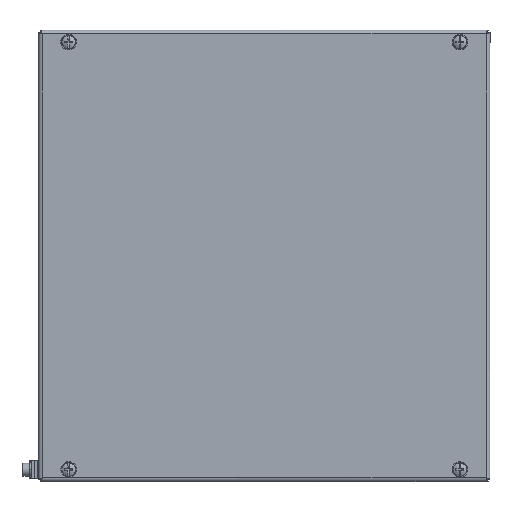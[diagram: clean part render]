
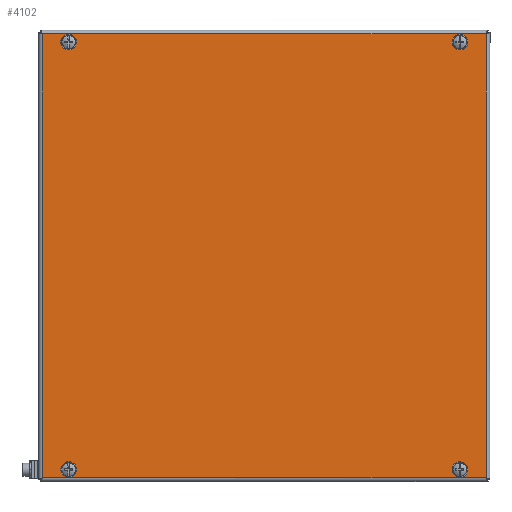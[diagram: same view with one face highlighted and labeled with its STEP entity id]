
A CAD part, top view. The second image highlights one B-rep face of the part: STEP entity #4102.
In plain terms, the highlighted face is planar.
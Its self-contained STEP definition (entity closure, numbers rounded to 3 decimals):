
#3 = ORIENTED_EDGE ( 'NONE', *, *, #7895, .F. ) ;
#262 = ORIENTED_EDGE ( 'NONE', *, *, #8010, .T. ) ;
#574 = DIRECTION ( 'NONE',  ( 0., 1., 0. ) ) ;
#753 = VERTEX_POINT ( 'NONE', #5037 ) ;
#985 = CIRCLE ( 'NONE', #13787, 4. ) ;
#999 = VERTEX_POINT ( 'NONE', #6685 ) ;
#1356 = DIRECTION ( 'NONE',  ( -1., 0., 0. ) ) ;
#1529 = ORIENTED_EDGE ( 'NONE', *, *, #8500, .T. ) ;
#1713 = EDGE_LOOP ( 'NONE', ( #3 ) ) ;
#1847 = DIRECTION ( 'NONE',  ( 1., 0., 0. ) ) ;
#1869 = DIRECTION ( 'NONE',  ( 0., 0., -1. ) ) ;
#1918 = CARTESIAN_POINT ( 'NONE',  ( -130., 142., 0. ) ) ;
#3115 = EDGE_LOOP ( 'NONE', ( #3616 ) ) ;
#3616 = ORIENTED_EDGE ( 'NONE', *, *, #6161, .F. ) ;
#4102 = ADVANCED_FACE ( 'NONE', ( #15332, #16191, #15488, #15351, #15452 ), #11006, .F. ) ;
#4579 = DIRECTION ( 'NONE',  ( 1., 0., 0. ) ) ;
#4745 = CARTESIAN_POINT ( 'NONE',  ( 147.5, 148.743, 0. ) ) ;
#4765 = VERTEX_POINT ( 'NONE', #13846 ) ;
#4976 = DIRECTION ( 'NONE',  ( 0., 0., -1. ) ) ;
#5001 = CARTESIAN_POINT ( 'NONE',  ( -150., 150., 0. ) ) ;
#5037 = CARTESIAN_POINT ( 'NONE',  ( 126., 142., 0. ) ) ;
#5501 = ORIENTED_EDGE ( 'NONE', *, *, #7563, .T. ) ;
#5696 = VERTEX_POINT ( 'NONE', #6469 ) ;
#6161 = EDGE_CURVE ( 'NONE', #5696, #5696, #985, .T. ) ;
#6469 = CARTESIAN_POINT ( 'NONE',  ( -126., 142., 0. ) ) ;
#6604 = EDGE_CURVE ( 'NONE', #16966, #16966, #18407, .T. ) ;
#6685 = CARTESIAN_POINT ( 'NONE',  ( -147.5, 147.5, 0. ) ) ;
#6986 = VERTEX_POINT ( 'NONE', #7589 ) ;
#7563 = EDGE_CURVE ( 'NONE', #6986, #13282, #11719, .T. ) ;
#7589 = CARTESIAN_POINT ( 'NONE',  ( 147.5, -147.5, 0. ) ) ;
#7777 = EDGE_CURVE ( 'NONE', #4765, #4765, #10886, .T. ) ;
#7895 = EDGE_CURVE ( 'NONE', #753, #753, #10390, .T. ) ;
#7938 = CARTESIAN_POINT ( 'NONE',  ( 134., -142., 0. ) ) ;
#8010 = EDGE_CURVE ( 'NONE', #999, #9368, #9954, .T. ) ;
#8071 = CARTESIAN_POINT ( 'NONE',  ( 130., 142., 0. ) ) ;
#8093 = LINE ( 'NONE', #9496, #8109 ) ;
#8109 = VECTOR ( 'NONE', #574, 1000. ) ;
#8364 = VECTOR ( 'NONE', #15034, 1000. ) ;
#8416 = EDGE_CURVE ( 'NONE', #9368, #6986, #8538, .T. ) ;
#8500 = EDGE_CURVE ( 'NONE', #13282, #999, #8093, .T. ) ;
#8538 = LINE ( 'NONE', #4745, #8364 ) ;
#8913 = EDGE_LOOP ( 'NONE', ( #18586 ) ) ;
#9368 = VERTEX_POINT ( 'NONE', #10339 ) ;
#9419 = DIRECTION ( 'NONE',  ( 0., 0., 1. ) ) ;
#9496 = CARTESIAN_POINT ( 'NONE',  ( -147.5, -148.743, 0. ) ) ;
#9520 = DIRECTION ( 'NONE',  ( -1., 0., 0. ) ) ;
#9914 = VECTOR ( 'NONE', #15566, 1000. ) ;
#9954 = LINE ( 'NONE', #14098, #9914 ) ;
#10339 = CARTESIAN_POINT ( 'NONE',  ( 147.5, 147.5, 0. ) ) ;
#10390 = CIRCLE ( 'NONE', #11010, 4. ) ;
#10886 = CIRCLE ( 'NONE', #11011, 4. ) ;
#11006 = PLANE ( 'NONE',  #18204 ) ;
#11010 = AXIS2_PLACEMENT_3D ( 'NONE', #8071, #18292, #9520 ) ;
#11011 = AXIS2_PLACEMENT_3D ( 'NONE', #13795, #4976, #15252 ) ;
#11575 = VECTOR ( 'NONE', #1356, 1000. ) ;
#11719 = LINE ( 'NONE', #13108, #11575 ) ;
#12871 = AXIS2_PLACEMENT_3D ( 'NONE', #15480, #15440, #14696 ) ;
#13108 = CARTESIAN_POINT ( 'NONE',  ( 148.743, -147.5, 0. ) ) ;
#13282 = VERTEX_POINT ( 'NONE', #14909 ) ;
#13470 = ORIENTED_EDGE ( 'NONE', *, *, #6604, .F. ) ;
#13787 = AXIS2_PLACEMENT_3D ( 'NONE', #1918, #1869, #1847 ) ;
#13795 = CARTESIAN_POINT ( 'NONE',  ( -130., -142., 0. ) ) ;
#13846 = CARTESIAN_POINT ( 'NONE',  ( -134., -142., 0. ) ) ;
#14098 = CARTESIAN_POINT ( 'NONE',  ( -148.743, 147.5, 0. ) ) ;
#14696 = DIRECTION ( 'NONE',  ( 1., 0., 0. ) ) ;
#14909 = CARTESIAN_POINT ( 'NONE',  ( -147.5, -147.5, 0. ) ) ;
#15034 = DIRECTION ( 'NONE',  ( 0., -1., 0. ) ) ;
#15252 = DIRECTION ( 'NONE',  ( -1., 0., 0. ) ) ;
#15332 = FACE_BOUND ( 'NONE', #18731, .T. ) ;
#15351 = FACE_BOUND ( 'NONE', #1713, .T. ) ;
#15440 = DIRECTION ( 'NONE',  ( 0., 0., -1. ) ) ;
#15452 = FACE_OUTER_BOUND ( 'NONE', #16686, .T. ) ;
#15480 = CARTESIAN_POINT ( 'NONE',  ( 130., -142., 0. ) ) ;
#15488 = FACE_BOUND ( 'NONE', #3115, .T. ) ;
#15566 = DIRECTION ( 'NONE',  ( 1., 0., 0. ) ) ;
#15576 = ORIENTED_EDGE ( 'NONE', *, *, #8416, .T. ) ;
#16191 = FACE_BOUND ( 'NONE', #8913, .T. ) ;
#16686 = EDGE_LOOP ( 'NONE', ( #5501, #1529, #262, #15576 ) ) ;
#16966 = VERTEX_POINT ( 'NONE', #7938 ) ;
#18204 = AXIS2_PLACEMENT_3D ( 'NONE', #5001, #9419, #4579 ) ;
#18292 = DIRECTION ( 'NONE',  ( 0., 0., -1. ) ) ;
#18407 = CIRCLE ( 'NONE', #12871, 4. ) ;
#18586 = ORIENTED_EDGE ( 'NONE', *, *, #7777, .F. ) ;
#18731 = EDGE_LOOP ( 'NONE', ( #13470 ) ) ;
